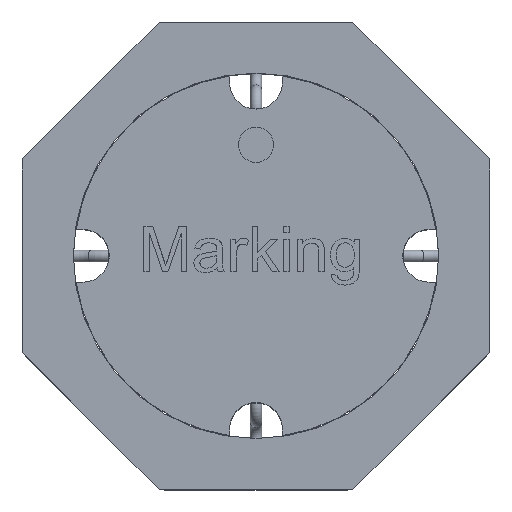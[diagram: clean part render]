
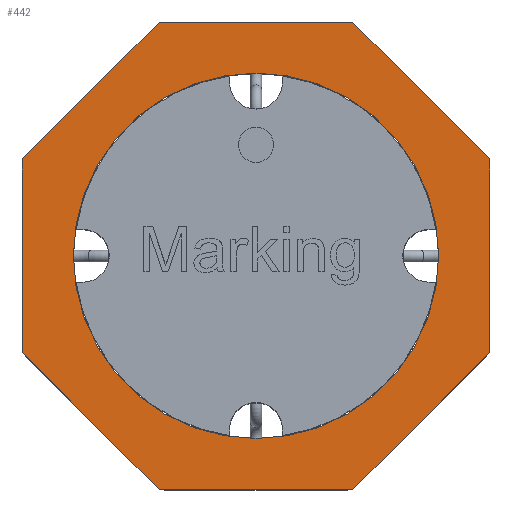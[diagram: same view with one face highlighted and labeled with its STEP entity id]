
A CAD part, top view. The second image highlights one B-rep face of the part: STEP entity #442.
In plain terms, the highlighted planar face has unit normal (0, 0, 1).
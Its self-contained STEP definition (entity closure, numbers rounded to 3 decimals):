
#442 = ADVANCED_FACE( '', ( #1008, #1009 ), #1010, .T. );
#1008 = FACE_OUTER_BOUND( '', #1793, .T. );
#1009 = FACE_BOUND( '', #1794, .T. );
#1010 = PLANE( '', #1795 );
#1793 = EDGE_LOOP( '', ( #3029, #3030, #3031, #3032, #3033, #3034, #3035, #3036 ) );
#1794 = EDGE_LOOP( '', ( #3037 ) );
#1795 = AXIS2_PLACEMENT_3D( '', #3038, #3039, #3040 );
#3029 = ORIENTED_EDGE( '', *, *, #5157, .T. );
#3030 = ORIENTED_EDGE( '', *, *, #5158, .T. );
#3031 = ORIENTED_EDGE( '', *, *, #5159, .T. );
#3032 = ORIENTED_EDGE( '', *, *, #5160, .T. );
#3033 = ORIENTED_EDGE( '', *, *, #5161, .T. );
#3034 = ORIENTED_EDGE( '', *, *, #5162, .T. );
#3035 = ORIENTED_EDGE( '', *, *, #5163, .T. );
#3036 = ORIENTED_EDGE( '', *, *, #5164, .T. );
#3037 = ORIENTED_EDGE( '', *, *, #5165, .T. );
#3038 = CARTESIAN_POINT( '', ( -5.657, 0., 3.2 ) );
#3039 = DIRECTION( '', ( 0., 0., 1. ) );
#3040 = DIRECTION( '', ( 1., 0., 0. ) );
#5157 = EDGE_CURVE( '', #5978, #5979, #5980, .T. );
#5158 = EDGE_CURVE( '', #5979, #5981, #5982, .T. );
#5159 = EDGE_CURVE( '', #5981, #5983, #5984, .T. );
#5160 = EDGE_CURVE( '', #5983, #5985, #5986, .T. );
#5161 = EDGE_CURVE( '', #5985, #5987, #5988, .T. );
#5162 = EDGE_CURVE( '', #5987, #5989, #5990, .T. );
#5163 = EDGE_CURVE( '', #5989, #5991, #5992, .T. );
#5164 = EDGE_CURVE( '', #5991, #5978, #5993, .T. );
#5165 = EDGE_CURVE( '', #5994, #5994, #5995, .T. );
#5978 = VERTEX_POINT( '', #7212 );
#5979 = VERTEX_POINT( '', #7213 );
#5980 = LINE( '', #7214, #7215 );
#5981 = VERTEX_POINT( '', #7216 );
#5982 = LINE( '', #7217, #7218 );
#5983 = VERTEX_POINT( '', #7219 );
#5984 = LINE( '', #7220, #7221 );
#5985 = VERTEX_POINT( '', #7222 );
#5986 = LINE( '', #7223, #7224 );
#5987 = VERTEX_POINT( '', #7225 );
#5988 = LINE( '', #7226, #7227 );
#5989 = VERTEX_POINT( '', #7228 );
#5990 = LINE( '', #7229, #7230 );
#5991 = VERTEX_POINT( '', #7231 );
#5992 = LINE( '', #7232, #7233 );
#5993 = LINE( '', #7234, #7235 );
#5994 = VERTEX_POINT( '', #7236 );
#5995 = CIRCLE( '', #7237, 3.125 );
#7212 = CARTESIAN_POINT( '', ( -1.657, 4., 3.2 ) );
#7213 = CARTESIAN_POINT( '', ( -4., 1.657, 3.2 ) );
#7214 = CARTESIAN_POINT( '', ( -4., 1.657, 3.2 ) );
#7215 = VECTOR( '', #9084, 1000. );
#7216 = CARTESIAN_POINT( '', ( -4., -1.657, 3.2 ) );
#7217 = CARTESIAN_POINT( '', ( -4., 1.657, 3.2 ) );
#7218 = VECTOR( '', #9085, 1000. );
#7219 = CARTESIAN_POINT( '', ( -1.657, -4., 3.2 ) );
#7220 = CARTESIAN_POINT( '', ( -4., -1.657, 3.2 ) );
#7221 = VECTOR( '', #9086, 1000. );
#7222 = CARTESIAN_POINT( '', ( 1.657, -4., 3.2 ) );
#7223 = CARTESIAN_POINT( '', ( 1.657, -4., 3.2 ) );
#7224 = VECTOR( '', #9087, 1000. );
#7225 = CARTESIAN_POINT( '', ( 4., -1.657, 3.2 ) );
#7226 = CARTESIAN_POINT( '', ( 4., -1.657, 3.2 ) );
#7227 = VECTOR( '', #9088, 1000. );
#7228 = CARTESIAN_POINT( '', ( 4., 1.657, 3.2 ) );
#7229 = CARTESIAN_POINT( '', ( 4., 1.657, 3.2 ) );
#7230 = VECTOR( '', #9089, 1000. );
#7231 = CARTESIAN_POINT( '', ( 1.657, 4., 3.2 ) );
#7232 = CARTESIAN_POINT( '', ( 1.657, 4., 3.2 ) );
#7233 = VECTOR( '', #9090, 1000. );
#7234 = CARTESIAN_POINT( '', ( -1.657, 4., 3.2 ) );
#7235 = VECTOR( '', #9091, 1000. );
#7236 = CARTESIAN_POINT( '', ( 3.125, 0., 3.2 ) );
#7237 = AXIS2_PLACEMENT_3D( '', #9092, #9093, #9094 );
#9084 = DIRECTION( '', ( -0.707, -0.707, 0. ) );
#9085 = DIRECTION( '', ( 0., -1., 0. ) );
#9086 = DIRECTION( '', ( 0.707, -0.707, 0. ) );
#9087 = DIRECTION( '', ( 1., 0., 0. ) );
#9088 = DIRECTION( '', ( 0.707, 0.707, 0. ) );
#9089 = DIRECTION( '', ( 0., 1., 0. ) );
#9090 = DIRECTION( '', ( -0.707, 0.707, 0. ) );
#9091 = DIRECTION( '', ( -1., 0., 0. ) );
#9092 = CARTESIAN_POINT( '', ( 0., 0., 3.2 ) );
#9093 = DIRECTION( '', ( 0., 0., -1. ) );
#9094 = DIRECTION( '', ( 1., 0., 0. ) );
